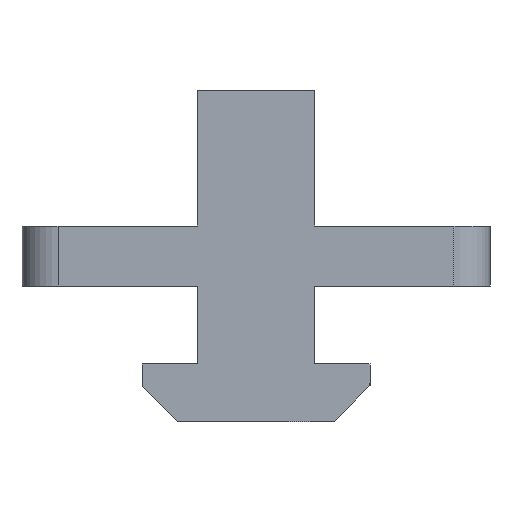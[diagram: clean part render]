
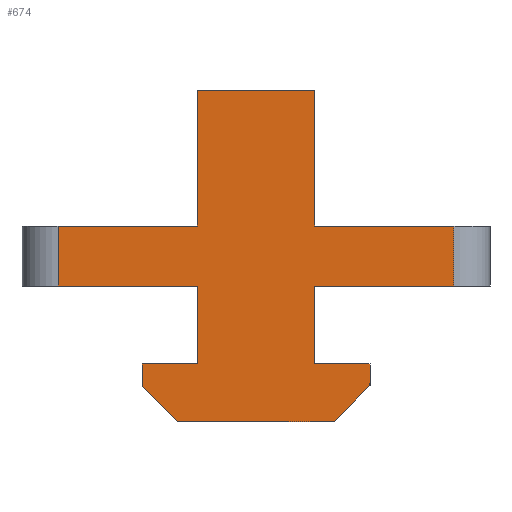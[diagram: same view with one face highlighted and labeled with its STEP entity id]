
A CAD part, left-side view. The second image highlights one B-rep face of the part: STEP entity #674.
In plain terms, the highlighted planar face has unit normal (-1, 0, 0).
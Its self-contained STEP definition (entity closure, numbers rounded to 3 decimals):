
#9 = VECTOR ( 'NONE', #1105, 1000. ) ;
#10 = CARTESIAN_POINT ( 'NONE',  ( 0., 0., -11.3 ) ) ;
#20 = ORIENTED_EDGE ( 'NONE', *, *, #2022, .F. ) ;
#57 = VECTOR ( 'NONE', #1636, 1000. ) ;
#66 = LINE ( 'NONE', #147, #1476 ) ;
#69 = ORIENTED_EDGE ( 'NONE', *, *, #1031, .F. ) ;
#72 = DIRECTION ( 'NONE',  ( 0., 1., 0. ) ) ;
#75 = DIRECTION ( 'NONE',  ( 1., 0., 0. ) ) ;
#79 = ORIENTED_EDGE ( 'NONE', *, *, #195, .F. ) ;
#86 = CARTESIAN_POINT ( 'NONE',  ( 0., -4.9, 0. ) ) ;
#94 = EDGE_CURVE ( 'NONE', #99, #1969, #1600, .T. ) ;
#99 = VERTEX_POINT ( 'NONE', #168 ) ;
#146 = EDGE_CURVE ( 'NONE', #664, #798, #884, .T. ) ;
#147 = CARTESIAN_POINT ( 'NONE',  ( 0., 4.9, 0. ) ) ;
#168 = CARTESIAN_POINT ( 'NONE',  ( 0., -6.5, -11.3 ) ) ;
#195 = EDGE_CURVE ( 'NONE', #1179, #688, #456, .T. ) ;
#208 = CARTESIAN_POINT ( 'NONE',  ( 0., 9.5, 0. ) ) ;
#219 = VERTEX_POINT ( 'NONE', #1500 ) ;
#220 = EDGE_CURVE ( 'NONE', #261, #1601, #965, .T. ) ;
#225 = CARTESIAN_POINT ( 'NONE',  ( 0., 16.5, 52.279 ) ) ;
#240 = DIRECTION ( 'NONE',  ( 0., 0., 1. ) ) ;
#248 = EDGE_CURVE ( 'NONE', #989, #640, #2098, .T. ) ;
#255 = VECTOR ( 'NONE', #289, 1000. ) ;
#261 = VERTEX_POINT ( 'NONE', #1515 ) ;
#289 = DIRECTION ( 'NONE',  ( 0., -1., 0. ) ) ;
#319 = ORIENTED_EDGE ( 'NONE', *, *, #94, .F. ) ;
#322 = VERTEX_POINT ( 'NONE', #1533 ) ;
#355 = EDGE_CURVE ( 'NONE', #219, #1236, #1421, .T. ) ;
#381 = VERTEX_POINT ( 'NONE', #1868 ) ;
#404 = VECTOR ( 'NONE', #1462, 1000. ) ;
#456 = LINE ( 'NONE', #208, #1877 ) ;
#476 = ORIENTED_EDGE ( 'NONE', *, *, #668, .F. ) ;
#485 = DIRECTION ( 'NONE',  ( 0., -1., 0. ) ) ;
#497 = LINE ( 'NONE', #225, #1164 ) ;
#509 = LINE ( 'NONE', #1364, #764 ) ;
#516 = CARTESIAN_POINT ( 'NONE',  ( 0., 4.9, 5. ) ) ;
#521 = DIRECTION ( 'NONE',  ( 0., -1., 0. ) ) ;
#530 = CARTESIAN_POINT ( 'NONE',  ( 0., 0., 0. ) ) ;
#574 = DIRECTION ( 'NONE',  ( 0., 0.707, 0.707 ) ) ;
#578 = LINE ( 'NONE', #942, #255 ) ;
#583 = EDGE_CURVE ( 'NONE', #2104, #261, #2067, .T. ) ;
#618 = CARTESIAN_POINT ( 'NONE',  ( 0., 16.5, 5. ) ) ;
#629 = CARTESIAN_POINT ( 'NONE',  ( 0., 16.5, 0. ) ) ;
#630 = VECTOR ( 'NONE', #1443, 1000. ) ;
#640 = VERTEX_POINT ( 'NONE', #516 ) ;
#660 = DIRECTION ( 'NONE',  ( 0., 1., 0. ) ) ;
#664 = VERTEX_POINT ( 'NONE', #1312 ) ;
#668 = EDGE_CURVE ( 'NONE', #322, #381, #1144, .T. ) ;
#669 = CARTESIAN_POINT ( 'NONE',  ( 0., 4.9, 0. ) ) ;
#674 = ADVANCED_FACE ( 'NONE', ( #1467 ), #830, .F. ) ;
#688 = VERTEX_POINT ( 'NONE', #1835 ) ;
#705 = DIRECTION ( 'NONE',  ( 0., 1., 0. ) ) ;
#719 = CARTESIAN_POINT ( 'NONE',  ( 0., -9.5, -8.3 ) ) ;
#733 = VECTOR ( 'NONE', #660, 1000. ) ;
#757 = VECTOR ( 'NONE', #485, 1000. ) ;
#764 = VECTOR ( 'NONE', #705, 1000. ) ;
#787 = CARTESIAN_POINT ( 'NONE',  ( 0., -4.9, -6.5 ) ) ;
#798 = VERTEX_POINT ( 'NONE', #1556 ) ;
#830 = PLANE ( 'NONE',  #1098 ) ;
#863 = EDGE_LOOP ( 'NONE', ( #1173, #1795, #1914, #69, #974, #1157, #1489, #1205, #476, #1378, #1611, #1588, #1538, #1972, #903, #79, #20, #319 ) ) ;
#869 = CARTESIAN_POINT ( 'NONE',  ( 0., 0., 0. ) ) ;
#884 = LINE ( 'NONE', #669, #404 ) ;
#903 = ORIENTED_EDGE ( 'NONE', *, *, #962, .F. ) ;
#942 = CARTESIAN_POINT ( 'NONE',  ( 0., 0., -6.5 ) ) ;
#962 = EDGE_CURVE ( 'NONE', #688, #798, #1723, .T. ) ;
#965 = LINE ( 'NONE', #1487, #1267 ) ;
#974 = ORIENTED_EDGE ( 'NONE', *, *, #1407, .F. ) ;
#989 = VERTEX_POINT ( 'NONE', #618 ) ;
#992 = EDGE_CURVE ( 'NONE', #2059, #219, #578, .T. ) ;
#1031 = EDGE_CURVE ( 'NONE', #1282, #2059, #1932, .T. ) ;
#1042 = VECTOR ( 'NONE', #521, 1000. ) ;
#1063 = LINE ( 'NONE', #86, #1870 ) ;
#1098 = AXIS2_PLACEMENT_3D ( 'NONE', #530, #75, #2019 ) ;
#1101 = VERTEX_POINT ( 'NONE', #629 ) ;
#1105 = DIRECTION ( 'NONE',  ( 0., -1., 0. ) ) ;
#1144 = LINE ( 'NONE', #1975, #757 ) ;
#1157 = ORIENTED_EDGE ( 'NONE', *, *, #220, .F. ) ;
#1164 = VECTOR ( 'NONE', #240, 1000. ) ;
#1165 = CARTESIAN_POINT ( 'NONE',  ( 0., -9.5, -8.3 ) ) ;
#1173 = ORIENTED_EDGE ( 'NONE', *, *, #1316, .F. ) ;
#1177 = CARTESIAN_POINT ( 'NONE',  ( 0., -4.9, 0. ) ) ;
#1179 = VERTEX_POINT ( 'NONE', #1995 ) ;
#1187 = DIRECTION ( 'NONE',  ( 0., 0., -1. ) ) ;
#1197 = DIRECTION ( 'NONE',  ( 0., 0., -1. ) ) ;
#1205 = ORIENTED_EDGE ( 'NONE', *, *, #1363, .F. ) ;
#1236 = VERTEX_POINT ( 'NONE', #1165 ) ;
#1238 = VECTOR ( 'NONE', #72, 1000. ) ;
#1248 = DIRECTION ( 'NONE',  ( 0., 0., 1. ) ) ;
#1252 = CARTESIAN_POINT ( 'NONE',  ( 0., -16.5, 0. ) ) ;
#1259 = CARTESIAN_POINT ( 'NONE',  ( 0., -4.9, 5. ) ) ;
#1265 = VECTOR ( 'NONE', #2029, 1000. ) ;
#1267 = VECTOR ( 'NONE', #1187, 1000. ) ;
#1282 = VERTEX_POINT ( 'NONE', #1177 ) ;
#1312 = CARTESIAN_POINT ( 'NONE',  ( 0., 4.9, 0. ) ) ;
#1316 = EDGE_CURVE ( 'NONE', #1236, #99, #1393, .T. ) ;
#1335 = DIRECTION ( 'NONE',  ( 0., 0., 1. ) ) ;
#1345 = EDGE_CURVE ( 'NONE', #1101, #989, #497, .T. ) ;
#1363 = EDGE_CURVE ( 'NONE', #381, #2104, #1063, .T. ) ;
#1364 = CARTESIAN_POINT ( 'NONE',  ( 0., 4.95, 0. ) ) ;
#1378 = ORIENTED_EDGE ( 'NONE', *, *, #2096, .F. ) ;
#1387 = CARTESIAN_POINT ( 'NONE',  ( 0., 6.5, -11.3 ) ) ;
#1393 = LINE ( 'NONE', #719, #1720 ) ;
#1407 = EDGE_CURVE ( 'NONE', #1601, #1282, #1778, .T. ) ;
#1421 = LINE ( 'NONE', #1693, #1265 ) ;
#1443 = DIRECTION ( 'NONE',  ( 0., 0., -1. ) ) ;
#1462 = DIRECTION ( 'NONE',  ( 0., 0., -1. ) ) ;
#1467 = FACE_OUTER_BOUND ( 'NONE', #863, .T. ) ;
#1476 = VECTOR ( 'NONE', #1248, 1000. ) ;
#1487 = CARTESIAN_POINT ( 'NONE',  ( 0., -16.5, 0. ) ) ;
#1489 = ORIENTED_EDGE ( 'NONE', *, *, #583, .F. ) ;
#1500 = CARTESIAN_POINT ( 'NONE',  ( 0., -9.5, -6.5 ) ) ;
#1515 = CARTESIAN_POINT ( 'NONE',  ( 0., -16.5, 5. ) ) ;
#1531 = VECTOR ( 'NONE', #574, 1000. ) ;
#1533 = CARTESIAN_POINT ( 'NONE',  ( 0., 4.9, 16.3 ) ) ;
#1538 = ORIENTED_EDGE ( 'NONE', *, *, #1888, .F. ) ;
#1544 = CARTESIAN_POINT ( 'NONE',  ( 0., 6.5, -11.3 ) ) ;
#1556 = CARTESIAN_POINT ( 'NONE',  ( 0., 4.9, -6.5 ) ) ;
#1588 = ORIENTED_EDGE ( 'NONE', *, *, #1345, .F. ) ;
#1600 = LINE ( 'NONE', #10, #733 ) ;
#1601 = VERTEX_POINT ( 'NONE', #1252 ) ;
#1611 = ORIENTED_EDGE ( 'NONE', *, *, #248, .F. ) ;
#1636 = DIRECTION ( 'NONE',  ( 0., -1., 0. ) ) ;
#1693 = CARTESIAN_POINT ( 'NONE',  ( 0., -9.5, 0. ) ) ;
#1720 = VECTOR ( 'NONE', #2031, 1000. ) ;
#1723 = LINE ( 'NONE', #2080, #9 ) ;
#1734 = CARTESIAN_POINT ( 'NONE',  ( 0., -4.9, 0. ) ) ;
#1778 = LINE ( 'NONE', #869, #1238 ) ;
#1795 = ORIENTED_EDGE ( 'NONE', *, *, #355, .F. ) ;
#1829 = CARTESIAN_POINT ( 'NONE',  ( 0., 0., 5. ) ) ;
#1835 = CARTESIAN_POINT ( 'NONE',  ( 0., 9.5, -6.5 ) ) ;
#1868 = CARTESIAN_POINT ( 'NONE',  ( 0., -4.9, 16.3 ) ) ;
#1870 = VECTOR ( 'NONE', #1197, 1000. ) ;
#1877 = VECTOR ( 'NONE', #1335, 1000. ) ;
#1888 = EDGE_CURVE ( 'NONE', #664, #1101, #509, .T. ) ;
#1914 = ORIENTED_EDGE ( 'NONE', *, *, #992, .F. ) ;
#1919 = CARTESIAN_POINT ( 'NONE',  ( 0., 0., 5. ) ) ;
#1932 = LINE ( 'NONE', #1734, #630 ) ;
#1969 = VERTEX_POINT ( 'NONE', #1544 ) ;
#1972 = ORIENTED_EDGE ( 'NONE', *, *, #146, .T. ) ;
#1975 = CARTESIAN_POINT ( 'NONE',  ( 0., 0., 16.3 ) ) ;
#1995 = CARTESIAN_POINT ( 'NONE',  ( 0., 9.5, -8.3 ) ) ;
#2019 = DIRECTION ( 'NONE',  ( 0., 1., 0. ) ) ;
#2021 = LINE ( 'NONE', #1387, #1531 ) ;
#2022 = EDGE_CURVE ( 'NONE', #1969, #1179, #2021, .T. ) ;
#2029 = DIRECTION ( 'NONE',  ( 0., 0., -1. ) ) ;
#2031 = DIRECTION ( 'NONE',  ( 0., 0.707, -0.707 ) ) ;
#2059 = VERTEX_POINT ( 'NONE', #787 ) ;
#2067 = LINE ( 'NONE', #1919, #57 ) ;
#2080 = CARTESIAN_POINT ( 'NONE',  ( 0., 0., -6.5 ) ) ;
#2096 = EDGE_CURVE ( 'NONE', #640, #322, #66, .T. ) ;
#2098 = LINE ( 'NONE', #1829, #1042 ) ;
#2104 = VERTEX_POINT ( 'NONE', #1259 ) ;
